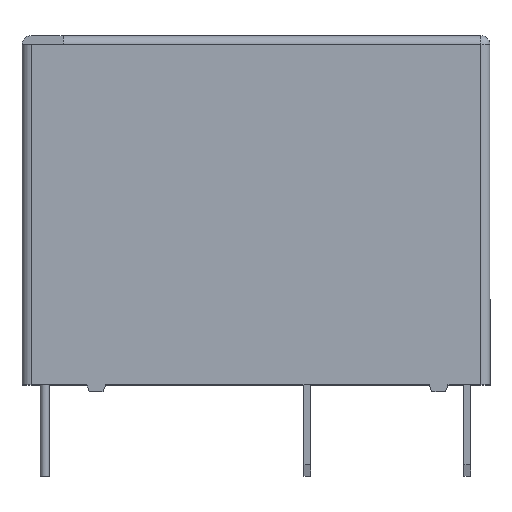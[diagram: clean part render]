
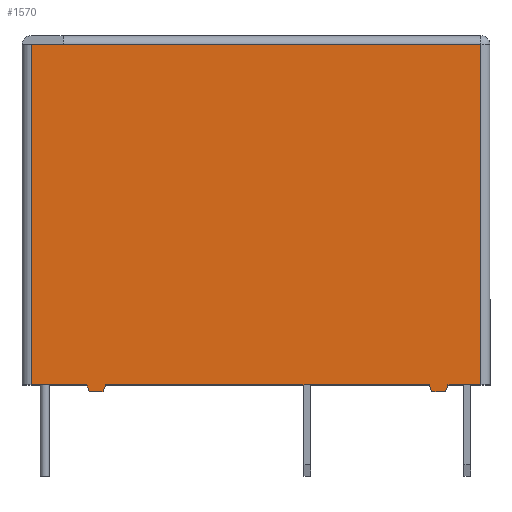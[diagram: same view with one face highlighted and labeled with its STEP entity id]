
A CAD part, top view. The second image highlights one B-rep face of the part: STEP entity #1570.
In plain terms, the highlighted planar face has unit normal (0, 0, 1).
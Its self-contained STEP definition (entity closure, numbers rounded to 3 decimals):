
#7 = LINE ( 'NONE', #1108, #258 ) ;
#22 = CARTESIAN_POINT ( 'NONE',  ( 7.7, 0., 3.5 ) ) ;
#71 = CARTESIAN_POINT ( 'NONE',  ( 0., 15.2, 3.5 ) ) ;
#83 = LINE ( 'NONE', #221, #1413 ) ;
#96 = ORIENTED_EDGE ( 'NONE', *, *, #1503, .T. ) ;
#112 = EDGE_CURVE ( 'NONE', #277, #1961, #1751, .T. ) ;
#116 = ORIENTED_EDGE ( 'NONE', *, *, #1749, .T. ) ;
#152 = LINE ( 'NONE', #1488, #953 ) ;
#157 = DIRECTION ( 'NONE',  ( 1., 0., 0. ) ) ;
#159 = CARTESIAN_POINT ( 'NONE',  ( -9.85, 15.2, 3.5 ) ) ;
#166 = DIRECTION ( 'NONE',  ( 0., -1., 0. ) ) ;
#169 = DIRECTION ( 'NONE',  ( 0.342, -0.94, 0. ) ) ;
#190 = VECTOR ( 'NONE', #1720, 1000. ) ;
#195 = FACE_OUTER_BOUND ( 'NONE', #1807, .T. ) ;
#217 = CARTESIAN_POINT ( 'NONE',  ( -7.3, 0., 3.5 ) ) ;
#221 = CARTESIAN_POINT ( 'NONE',  ( 7.591, 0.3, 3.5 ) ) ;
#223 = VERTEX_POINT ( 'NONE', #591 ) ;
#253 = DIRECTION ( 'NONE',  ( -1., 0., 0. ) ) ;
#258 = VECTOR ( 'NONE', #166, 1000. ) ;
#262 = CARTESIAN_POINT ( 'NONE',  ( -6.7, 0., 3.5 ) ) ;
#269 = EDGE_CURVE ( 'NONE', #1961, #598, #152, .T. ) ;
#270 = VECTOR ( 'NONE', #1018, 1000. ) ;
#277 = VERTEX_POINT ( 'NONE', #1369 ) ;
#305 = LINE ( 'NONE', #22, #1037 ) ;
#314 = EDGE_CURVE ( 'NONE', #1220, #1444, #1937, .T. ) ;
#365 = VECTOR ( 'NONE', #253, 1000. ) ;
#406 = EDGE_CURVE ( 'NONE', #727, #1220, #1248, .T. ) ;
#433 = LINE ( 'NONE', #1041, #270 ) ;
#458 = CARTESIAN_POINT ( 'NONE',  ( 8.3, 0., 3.5 ) ) ;
#466 = EDGE_CURVE ( 'NONE', #1211, #1098, #83, .T. ) ;
#481 = EDGE_CURVE ( 'NONE', #1194, #1199, #682, .T. ) ;
#530 = ORIENTED_EDGE ( 'NONE', *, *, #112, .T. ) ;
#553 = VECTOR ( 'NONE', #1240, 1000. ) ;
#556 = CARTESIAN_POINT ( 'NONE',  ( 9.85, 15.2, 3.5 ) ) ;
#577 = ORIENTED_EDGE ( 'NONE', *, *, #406, .T. ) ;
#580 = DIRECTION ( 'NONE',  ( 1., 0., 0. ) ) ;
#591 = CARTESIAN_POINT ( 'NONE',  ( 7.7, 0., 3.5 ) ) ;
#598 = VERTEX_POINT ( 'NONE', #556 ) ;
#643 = CARTESIAN_POINT ( 'NONE',  ( -7.409, 0.3, 3.5 ) ) ;
#665 = CARTESIAN_POINT ( 'NONE',  ( -6.7, 0., 3.5 ) ) ;
#682 = LINE ( 'NONE', #71, #190 ) ;
#685 = DIRECTION ( 'NONE',  ( 0., 0., -1. ) ) ;
#722 = EDGE_CURVE ( 'NONE', #1917, #277, #433, .T. ) ;
#727 = VERTEX_POINT ( 'NONE', #1963 ) ;
#754 = ORIENTED_EDGE ( 'NONE', *, *, #722, .T. ) ;
#784 = CARTESIAN_POINT ( 'NONE',  ( 9.85, 0.3, 3.5 ) ) ;
#797 = LINE ( 'NONE', #1670, #553 ) ;
#823 = PLANE ( 'NONE',  #1412 ) ;
#879 = LINE ( 'NONE', #262, #966 ) ;
#894 = VERTEX_POINT ( 'NONE', #665 ) ;
#953 = VECTOR ( 'NONE', #1197, 1000. ) ;
#966 = VECTOR ( 'NONE', #580, 1000. ) ;
#985 = EDGE_CURVE ( 'NONE', #598, #1194, #1049, .T. ) ;
#996 = DIRECTION ( 'NONE',  ( 1., 0., 0. ) ) ;
#1018 = DIRECTION ( 'NONE',  ( 0.342, 0.94, 0. ) ) ;
#1021 = VECTOR ( 'NONE', #157, 1000. ) ;
#1026 = CARTESIAN_POINT ( 'NONE',  ( -7.3, 0., 3.5 ) ) ;
#1033 = ORIENTED_EDGE ( 'NONE', *, *, #1949, .T. ) ;
#1037 = VECTOR ( 'NONE', #169, 1000. ) ;
#1041 = CARTESIAN_POINT ( 'NONE',  ( 8.409, 0.3, 3.5 ) ) ;
#1042 = ORIENTED_EDGE ( 'NONE', *, *, #314, .T. ) ;
#1049 = LINE ( 'NONE', #1621, #365 ) ;
#1075 = DIRECTION ( 'NONE',  ( 1., 0., 0. ) ) ;
#1086 = CARTESIAN_POINT ( 'NONE',  ( 7.591, 0.3, 3.5 ) ) ;
#1098 = VERTEX_POINT ( 'NONE', #1086 ) ;
#1108 = CARTESIAN_POINT ( 'NONE',  ( -9.85, 0., 3.5 ) ) ;
#1178 = CARTESIAN_POINT ( 'NONE',  ( 10.25, 0.3, 3.5 ) ) ;
#1194 = VERTEX_POINT ( 'NONE', #1536 ) ;
#1197 = DIRECTION ( 'NONE',  ( 0., 1., 0. ) ) ;
#1199 = VERTEX_POINT ( 'NONE', #159 ) ;
#1211 = VERTEX_POINT ( 'NONE', #1822 ) ;
#1220 = VERTEX_POINT ( 'NONE', #1732 ) ;
#1231 = LINE ( 'NONE', #1838, #1662 ) ;
#1240 = DIRECTION ( 'NONE',  ( 0.342, 0.94, 0. ) ) ;
#1248 = LINE ( 'NONE', #643, #1021 ) ;
#1282 = DIRECTION ( 'NONE',  ( 1., 0., 0. ) ) ;
#1369 = CARTESIAN_POINT ( 'NONE',  ( 8.409, 0.3, 3.5 ) ) ;
#1412 = AXIS2_PLACEMENT_3D ( 'NONE', #1901, #685, #1870 ) ;
#1413 = VECTOR ( 'NONE', #996, 1000. ) ;
#1444 = VERTEX_POINT ( 'NONE', #217 ) ;
#1460 = ORIENTED_EDGE ( 'NONE', *, *, #269, .T. ) ;
#1484 = EDGE_CURVE ( 'NONE', #1098, #223, #305, .T. ) ;
#1488 = CARTESIAN_POINT ( 'NONE',  ( 9.85, 0., 3.5 ) ) ;
#1503 = EDGE_CURVE ( 'NONE', #894, #1211, #797, .T. ) ;
#1523 = ORIENTED_EDGE ( 'NONE', *, *, #481, .T. ) ;
#1536 = CARTESIAN_POINT ( 'NONE',  ( -8.45, 15.2, 3.5 ) ) ;
#1570 = ADVANCED_FACE ( 'NONE', ( #195 ), #823, .F. ) ;
#1620 = DIRECTION ( 'NONE',  ( 0.342, -0.94, 0. ) ) ;
#1621 = CARTESIAN_POINT ( 'NONE',  ( 0., 15.2, 3.5 ) ) ;
#1645 = ORIENTED_EDGE ( 'NONE', *, *, #985, .T. ) ;
#1662 = VECTOR ( 'NONE', #1075, 1000. ) ;
#1670 = CARTESIAN_POINT ( 'NONE',  ( -6.591, 0.3, 3.5 ) ) ;
#1720 = DIRECTION ( 'NONE',  ( -1., 0., 0. ) ) ;
#1732 = CARTESIAN_POINT ( 'NONE',  ( -7.409, 0.3, 3.5 ) ) ;
#1749 = EDGE_CURVE ( 'NONE', #1444, #894, #879, .T. ) ;
#1751 = LINE ( 'NONE', #1178, #1977 ) ;
#1777 = VECTOR ( 'NONE', #1620, 1000. ) ;
#1779 = ORIENTED_EDGE ( 'NONE', *, *, #466, .T. ) ;
#1807 = EDGE_LOOP ( 'NONE', ( #1645, #1523, #1904, #577, #1042, #116, #96, #1779, #1817, #1033, #754, #530, #1460 ) ) ;
#1817 = ORIENTED_EDGE ( 'NONE', *, *, #1484, .T. ) ;
#1822 = CARTESIAN_POINT ( 'NONE',  ( -6.591, 0.3, 3.5 ) ) ;
#1838 = CARTESIAN_POINT ( 'NONE',  ( 8.3, 0., 3.5 ) ) ;
#1870 = DIRECTION ( 'NONE',  ( -1., 0., 0. ) ) ;
#1901 = CARTESIAN_POINT ( 'NONE',  ( 0., 0., 3.5 ) ) ;
#1904 = ORIENTED_EDGE ( 'NONE', *, *, #1930, .T. ) ;
#1917 = VERTEX_POINT ( 'NONE', #458 ) ;
#1930 = EDGE_CURVE ( 'NONE', #1199, #727, #7, .T. ) ;
#1937 = LINE ( 'NONE', #1026, #1777 ) ;
#1949 = EDGE_CURVE ( 'NONE', #223, #1917, #1231, .T. ) ;
#1961 = VERTEX_POINT ( 'NONE', #784 ) ;
#1963 = CARTESIAN_POINT ( 'NONE',  ( -9.85, 0.3, 3.5 ) ) ;
#1977 = VECTOR ( 'NONE', #1282, 1000. ) ;
